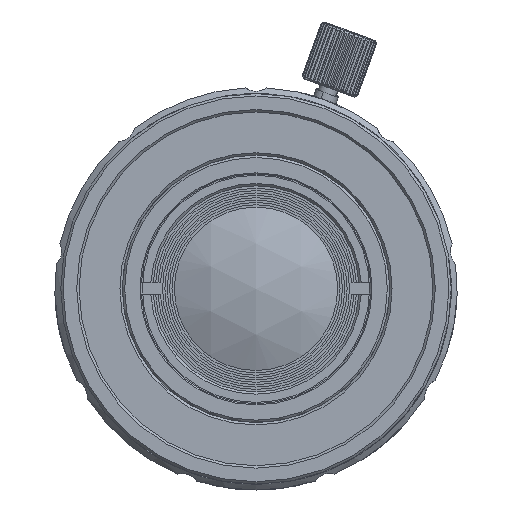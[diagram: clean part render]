
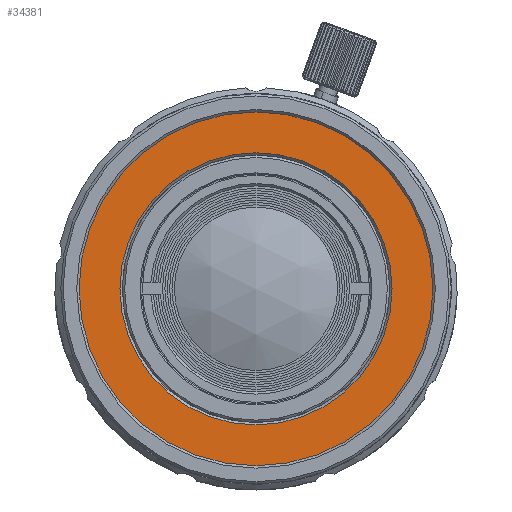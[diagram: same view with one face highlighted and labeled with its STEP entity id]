
A CAD part, left-side view. The second image highlights one B-rep face of the part: STEP entity #34381.
In plain terms, the highlighted planar face has unit normal (-1, 0, 0).
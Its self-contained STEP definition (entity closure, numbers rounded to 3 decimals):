
#34208=CARTESIAN_POINT('',(-50.867,0.,15.45));
#34209=VERTEX_POINT('',#34208);
#34216=CARTESIAN_POINT('',(-50.867,0.,0.));
#34217=DIRECTION('',(0.,0.,1.));
#34218=DIRECTION('',(1.,0.,0.));
#34219=AXIS2_PLACEMENT_3D('',#34216,#34218,#34217);
#34220=CIRCLE('',#34219,15.45);
#34221=EDGE_CURVE('',#34209,#34209,#34220,.T.);
#34362=CARTESIAN_POINT('',(-50.867,0.,0.));
#34363=DIRECTION('',(0.,0.,1.));
#34364=DIRECTION('',(-1.,0.,0.));
#34365=AXIS2_PLACEMENT_3D('',#34362,#34364,#34363);
#34366=PLANE('',#34365);
#34367=ORIENTED_EDGE('',*,*,#34221,.F.);
#34368=EDGE_LOOP('',(#34367));
#34369=FACE_OUTER_BOUND('',#34368,.T.);
#34370=CARTESIAN_POINT('',(-50.867,0.,11.5));
#34371=VERTEX_POINT('',#34370);
#34372=CARTESIAN_POINT('',(-50.867,0.,0.));
#34373=DIRECTION('',(0.,0.,1.));
#34374=DIRECTION('',(1.,0.,0.));
#34375=AXIS2_PLACEMENT_3D('',#34372,#34374,#34373);
#34376=CIRCLE('',#34375,11.5);
#34377=EDGE_CURVE('',#34371,#34371,#34376,.T.);
#34378=ORIENTED_EDGE('E15',*,*,#34377,.T.);
#34379=EDGE_LOOP('',(#34378));
#34380=FACE_BOUND('',#34379,.T.);
#34381=ADVANCED_FACE('F8',(#34369,#34380),#34366,.T.);
